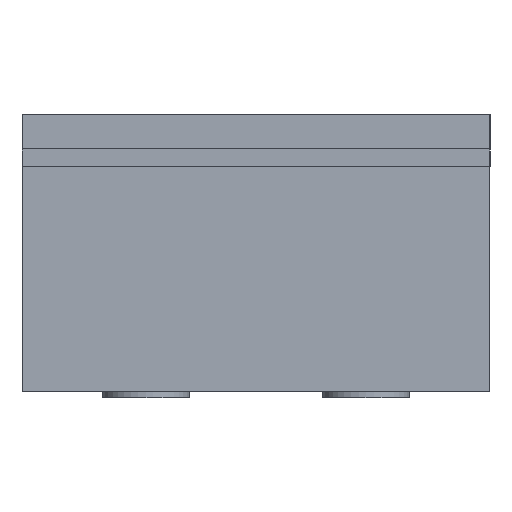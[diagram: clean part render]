
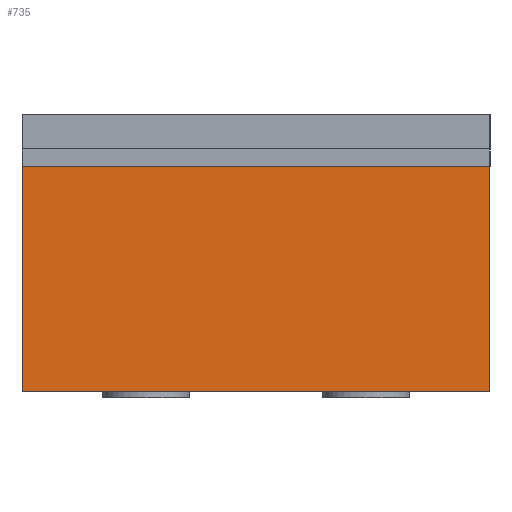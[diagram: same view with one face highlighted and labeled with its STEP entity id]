
A CAD part, left-side view. The second image highlights one B-rep face of the part: STEP entity #735.
In plain terms, the highlighted planar face has unit normal (-1, 0, 0).
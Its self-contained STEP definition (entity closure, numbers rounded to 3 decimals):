
#81=ORIENTED_EDGE('',*,*,#251,.T.);
#82=ORIENTED_EDGE('',*,*,#252,.F.);
#83=ORIENTED_EDGE('',*,*,#253,.F.);
#84=ORIENTED_EDGE('',*,*,#254,.T.);
#251=EDGE_CURVE('',#336,#337,#402,.T.);
#252=EDGE_CURVE('',#338,#337,#403,.T.);
#253=EDGE_CURVE('',#339,#338,#404,.T.);
#254=EDGE_CURVE('',#339,#336,#405,.T.);
#336=VERTEX_POINT('',#1313);
#337=VERTEX_POINT('',#1314);
#338=VERTEX_POINT('',#1316);
#339=VERTEX_POINT('',#1318);
#402=LINE('',#1312,#459);
#403=LINE('',#1315,#460);
#404=LINE('',#1317,#461);
#405=LINE('',#1319,#462);
#459=VECTOR('',#1059,1000.);
#460=VECTOR('',#1060,1000.);
#461=VECTOR('',#1061,1000.);
#462=VECTOR('',#1062,1000.);
#516=EDGE_LOOP('',(#81,#82,#83,#84));
#599=FACE_BOUND('',#516,.T.);
#682=PLANE('',#957);
#735=ADVANCED_FACE('',(#599),#682,.F.);
#957=AXIS2_PLACEMENT_3D('',#1311,#1057,#1058);
#1057=DIRECTION('',(1.,0.,0.));
#1058=DIRECTION('',(0.,0.,-1.));
#1059=DIRECTION('',(0.,-1.,0.));
#1060=DIRECTION('',(0.,0.,-1.));
#1061=DIRECTION('',(0.,-1.,0.));
#1062=DIRECTION('',(0.,0.,-1.));
#1311=CARTESIAN_POINT('',(-11.45,1.35,1.3));
#1312=CARTESIAN_POINT('',(-11.45,1.35,0.));
#1313=CARTESIAN_POINT('',(-11.45,0.976,0.));
#1314=CARTESIAN_POINT('',(-11.45,-1.724,0.));
#1315=CARTESIAN_POINT('',(-11.45,-1.724,1.3));
#1316=CARTESIAN_POINT('',(-11.45,-1.724,1.3));
#1317=CARTESIAN_POINT('',(-11.45,1.35,1.3));
#1318=CARTESIAN_POINT('',(-11.45,0.976,1.3));
#1319=CARTESIAN_POINT('',(-11.45,0.976,1.3));
